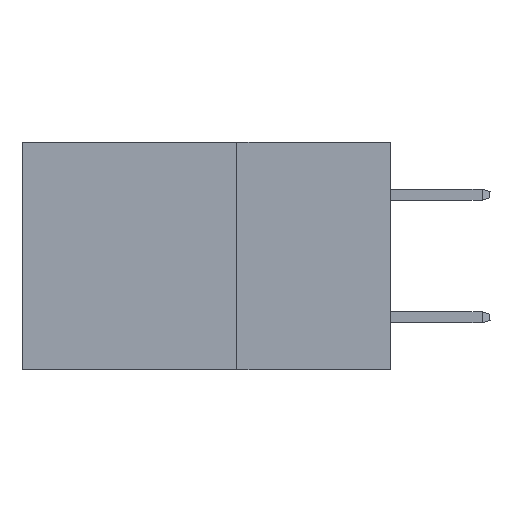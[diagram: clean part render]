
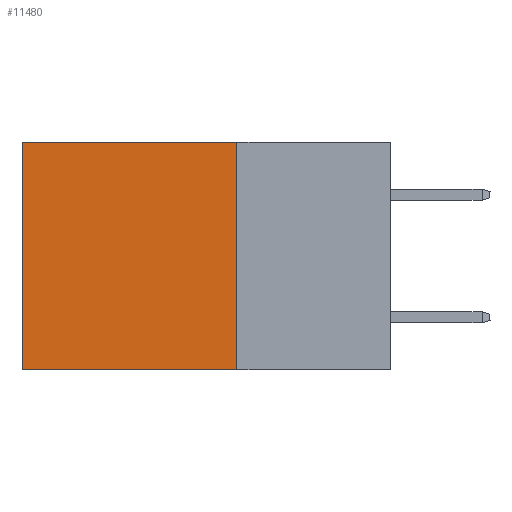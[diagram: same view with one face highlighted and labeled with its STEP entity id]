
A CAD part, left-side view. The second image highlights one B-rep face of the part: STEP entity #11480.
In plain terms, the highlighted planar face has unit normal (-1, 0, 0).
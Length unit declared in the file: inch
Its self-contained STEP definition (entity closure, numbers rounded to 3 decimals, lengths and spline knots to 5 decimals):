
#123 = LINE ( 'NONE', #34132, #15813 ) ;
#456 = VECTOR ( 'NONE', #8291, 39.37008 ) ;
#3449 = VERTEX_POINT ( 'NONE', #26460 ) ;
#4301 = CARTESIAN_POINT ( 'NONE',  ( 0.2875, 0.25, 0. ) ) ;
#5200 = EDGE_CURVE ( 'NONE', #3449, #5718, #13021, .T. ) ;
#5718 = VERTEX_POINT ( 'NONE', #18092 ) ;
#6189 = ORIENTED_EDGE ( 'NONE', *, *, #28401, .T. ) ;
#7213 = DIRECTION ( 'NONE',  ( 0., 1., 0. ) ) ;
#7806 = LINE ( 'NONE', #24886, #19447 ) ;
#8291 = DIRECTION ( 'NONE',  ( 0., 0., -1. ) ) ;
#9775 = DIRECTION ( 'NONE',  ( 1., 0., 0. ) ) ;
#10228 = ORIENTED_EDGE ( 'NONE', *, *, #17478, .F. ) ;
#10806 = CARTESIAN_POINT ( 'NONE',  ( 0.2875, 0.6, 0. ) ) ;
#11119 = ORIENTED_EDGE ( 'NONE', *, *, #22752, .T. ) ;
#11216 = VERTEX_POINT ( 'NONE', #20250 ) ;
#11323 = EDGE_LOOP ( 'NONE', ( #6189, #33402, #10228, #11119 ) ) ;
#11480 = ADVANCED_FACE ( 'NONE', ( #32005 ), #33296, .F. ) ;
#11518 = VERTEX_POINT ( 'NONE', #4301 ) ;
#12170 = CARTESIAN_POINT ( 'NONE',  ( 0.2875, 0.25, -0.37 ) ) ;
#12966 = DIRECTION ( 'NONE',  ( 0., 1., 0. ) ) ;
#13021 = LINE ( 'NONE', #12170, #20986 ) ;
#14195 = AXIS2_PLACEMENT_3D ( 'NONE', #20516, #9775, #23196 ) ;
#15813 = VECTOR ( 'NONE', #12966, 39.37008 ) ;
#17478 = EDGE_CURVE ( 'NONE', #11518, #3449, #7806, .T. ) ;
#18092 = CARTESIAN_POINT ( 'NONE',  ( 0.2875, 0.6, -0.37 ) ) ;
#19286 = DIRECTION ( 'NONE',  ( 0., 0., -1. ) ) ;
#19447 = VECTOR ( 'NONE', #19286, 39.37008 ) ;
#20250 = CARTESIAN_POINT ( 'NONE',  ( 0.2875, 0.6, 0. ) ) ;
#20516 = CARTESIAN_POINT ( 'NONE',  ( 0.2875, 0.25, 0. ) ) ;
#20986 = VECTOR ( 'NONE', #7213, 39.37008 ) ;
#22752 = EDGE_CURVE ( 'NONE', #11518, #11216, #123, .T. ) ;
#23196 = DIRECTION ( 'NONE',  ( 0., 0., -1. ) ) ;
#24886 = CARTESIAN_POINT ( 'NONE',  ( 0.2875, 0.25, 0. ) ) ;
#26460 = CARTESIAN_POINT ( 'NONE',  ( 0.2875, 0.25, -0.37 ) ) ;
#28401 = EDGE_CURVE ( 'NONE', #11216, #5718, #32392, .T. ) ;
#32005 = FACE_OUTER_BOUND ( 'NONE', #11323, .T. ) ;
#32392 = LINE ( 'NONE', #10806, #456 ) ;
#33296 = PLANE ( 'NONE',  #14195 ) ;
#33402 = ORIENTED_EDGE ( 'NONE', *, *, #5200, .F. ) ;
#34132 = CARTESIAN_POINT ( 'NONE',  ( 0.2875, 0.25, 0. ) ) ;
